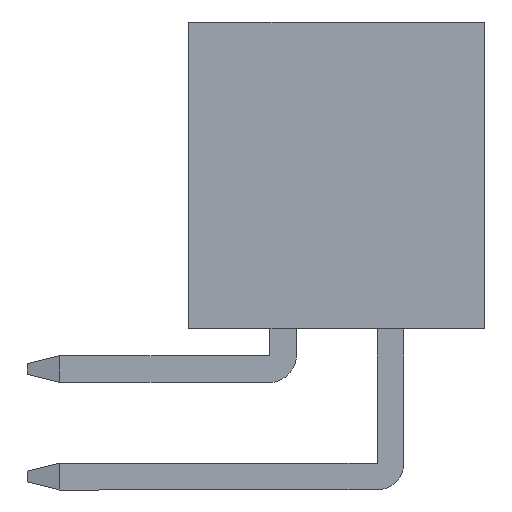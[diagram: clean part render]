
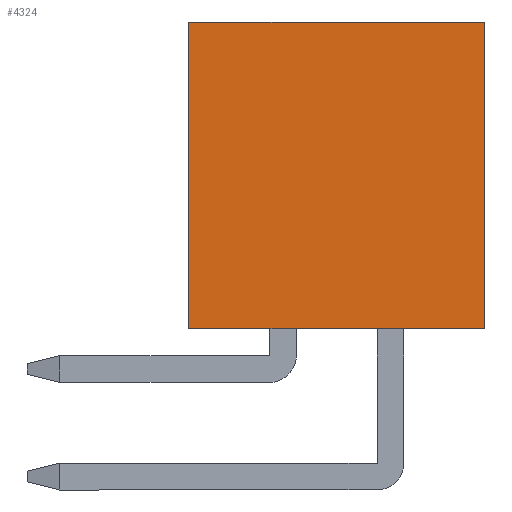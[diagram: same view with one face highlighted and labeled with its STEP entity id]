
A CAD part, left-side view. The second image highlights one B-rep face of the part: STEP entity #4324.
In plain terms, the highlighted planar face has unit normal (-1, 0, 0).
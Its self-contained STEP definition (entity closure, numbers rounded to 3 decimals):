
#649=ORIENTED_EDGE('',*,*,#1599,.F.);
#650=ORIENTED_EDGE('',*,*,#1351,.F.);
#651=ORIENTED_EDGE('',*,*,#1396,.T.);
#652=ORIENTED_EDGE('',*,*,#1714,.T.);
#1351=EDGE_CURVE('',#1961,#1962,#2361,.T.);
#1396=EDGE_CURVE('',#1961,#2005,#2406,.T.);
#1599=EDGE_CURVE('',#1962,#2163,#2609,.T.);
#1714=EDGE_CURVE('',#2005,#2163,#2724,.T.);
#1961=VERTEX_POINT('',#5900);
#1962=VERTEX_POINT('',#5902);
#2005=VERTEX_POINT('',#5990);
#2163=VERTEX_POINT('',#6382);
#2361=LINE('',#5901,#2967);
#2406=LINE('',#5991,#3012);
#2609=LINE('',#6381,#3215);
#2724=LINE('',#6610,#3330);
#2967=VECTOR('',#4785,1000.);
#3012=VECTOR('',#4832,1000.);
#3215=VECTOR('',#5095,1000.);
#3330=VECTOR('',#5284,1000.);
#3626=EDGE_LOOP('',(#649,#650,#651,#652));
#3876=FACE_BOUND('',#3626,.T.);
#4109=PLANE('',#4579);
#4324=ADVANCED_FACE('',(#3876),#4109,.T.);
#4579=AXIS2_PLACEMENT_3D('',#6618,#5289,#5290);
#4785=DIRECTION('',(0.,1.,0.));
#4832=DIRECTION('',(0.,0.,1.));
#5095=DIRECTION('',(0.,0.,1.));
#5284=DIRECTION('',(0.,1.,0.));
#5289=DIRECTION('',(-1.,0.,0.));
#5290=DIRECTION('',(0.,0.,1.));
#5900=CARTESIAN_POINT('',(-11.625,-2.75,-2.85));
#5901=CARTESIAN_POINT('',(-11.625,-2.75,-2.85));
#5902=CARTESIAN_POINT('',(-11.625,2.75,-2.85));
#5990=CARTESIAN_POINT('',(-11.625,-2.75,2.85));
#5991=CARTESIAN_POINT('',(-11.625,-2.75,-2.85));
#6381=CARTESIAN_POINT('',(-11.625,2.75,-2.85));
#6382=CARTESIAN_POINT('',(-11.625,2.75,2.85));
#6610=CARTESIAN_POINT('',(-11.625,-2.75,2.85));
#6618=CARTESIAN_POINT('',(-11.625,-2.75,-2.85));
